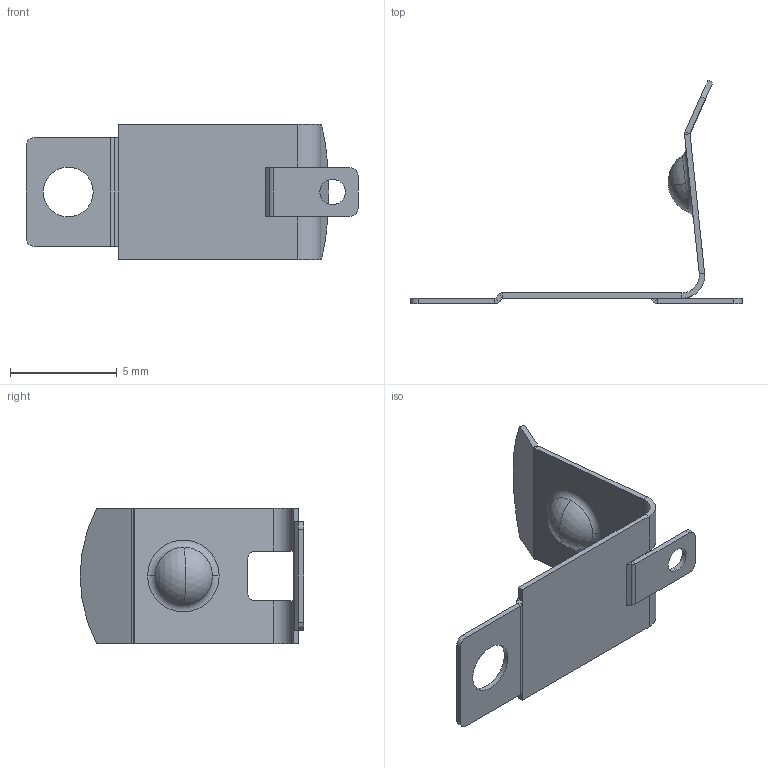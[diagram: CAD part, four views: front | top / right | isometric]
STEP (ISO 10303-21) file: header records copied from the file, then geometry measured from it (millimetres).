
FILE_DESCRIPTION (( 'STEP AP214' ), '1' );
FILE_NAME ('556.STEP', '2012-10-04T14:46:56', ( 'Richard Maletta' ), ( '' ), 'SwSTEP 2.0', 'SolidWorks 2009', '' );
FILE_SCHEMA (( 'AUTOMOTIVE_DESIGN' ));
Length unit declared in the file: inch
Products named in the file (1): 556
Bounding box: 15.57 x 10.49 x 6.35 mm (x, y, z)
Volume: 35.6 mm3; surface area: 303.7 mm2
Topology: 1 solids, 1 shells, 82 faces, 186 edges, 106 vertices
Faces by surface type: plane 53, cylinder 21, sphere 4, torus 4
Entity records: 2292 total; most frequent: DIRECTION 414, CARTESIAN_POINT 375, ORIENTED_EDGE 372, EDGE_CURVE 186, AXIS2_PLACEMENT_3D 145, VECTOR 124, LINE 124, VERTEX_POINT 106
